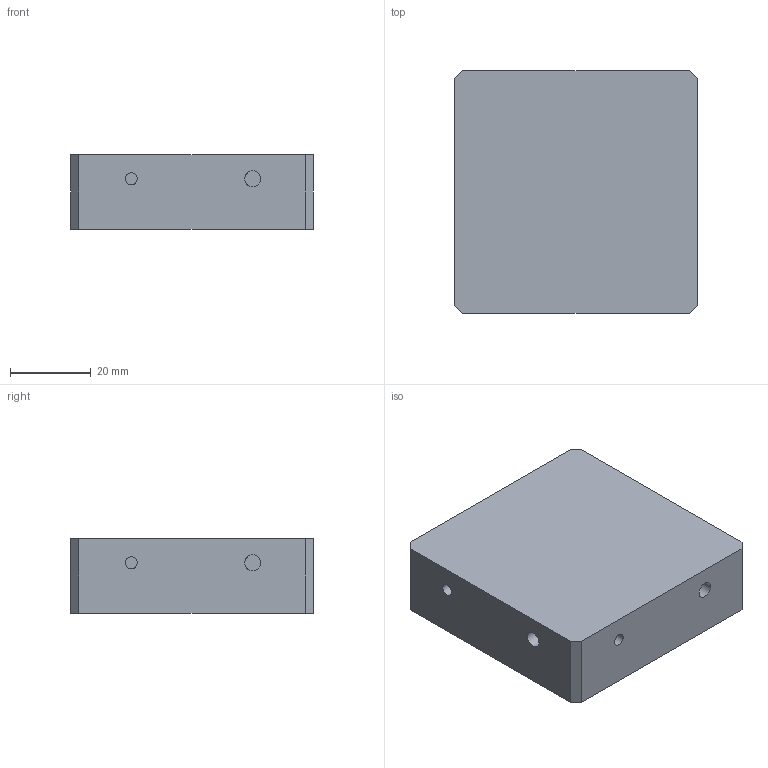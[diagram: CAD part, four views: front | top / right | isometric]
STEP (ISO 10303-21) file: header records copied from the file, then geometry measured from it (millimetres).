
FILE_DESCRIPTION(/* description */ (''),/* implementation_level */ '2;1');
FILE_NAME(/* name */ '00_XY_stage-CHUO_SEIKI_LD-647-R1-Middle.ipt.step',/* time_stamp */ '2022-11-29T07:54:05+01:00',/* author */ ('diederichbenedict'),/* organization */ (''),/* preprocessor_version */ 'ST-DEVELOPER v18.1',/* originating_system */ 'Autodesk Inventor 2022',/* authorisation */ '');
FILE_SCHEMA (('AUTOMOTIVE_DESIGN { 1 0 10303 214 3 1 1 }'));
Length unit declared in the file: millimetre
Products named in the file (1): 00_XY_stage-CHUO_SEIKI_LD-647-R1-Middle
Bounding box: 60 x 60 x 18.5 mm (x, y, z)
Volume: 65103.5 mm3; surface area: 12976.3 mm2
Topology: 1 solids, 1 shells, 30 faces, 68 edges, 48 vertices
Faces by surface type: plane 18, cylinder 12
Full cylindrical faces by diameter (mm): 3 x8, 4 x4
Entity records: 1224 total; most frequent: CARTESIAN_POINT 484, ORIENTED_EDGE 136, DIRECTION 130, EDGE_CURVE 68, VERTEX_POINT 48, AXIS2_PLACEMENT_3D 47, EDGE_LOOP 46, LINE 36
